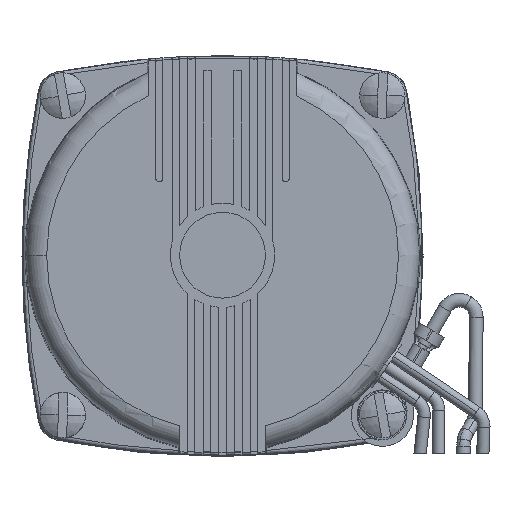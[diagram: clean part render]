
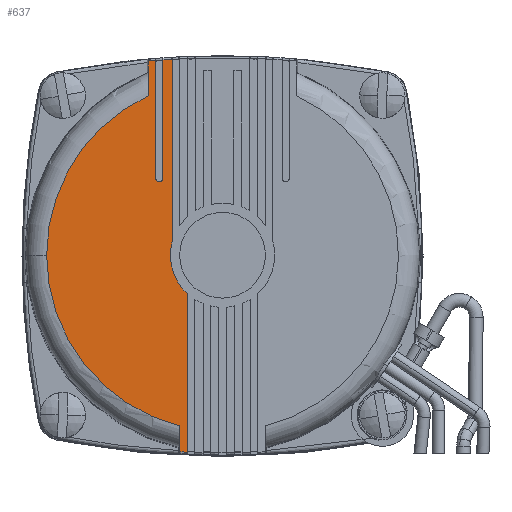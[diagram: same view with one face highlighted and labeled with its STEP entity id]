
A CAD part, top view. The second image highlights one B-rep face of the part: STEP entity #637.
In plain terms, the highlighted planar face has unit normal (0, 0, 1).
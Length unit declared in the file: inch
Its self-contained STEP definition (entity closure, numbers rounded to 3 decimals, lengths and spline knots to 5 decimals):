
#59 = ORIENTED_EDGE ( 'NONE', *, *, #9184, .F. ) ;
#109 = DIRECTION ( 'NONE',  ( -1., 0., 0. ) ) ;
#353 = EDGE_CURVE ( 'NONE', #11743, #11072, #7613, .T. ) ;
#366 = CARTESIAN_POINT ( 'NONE',  ( -0.354, 0.4595, 2.554 ) ) ;
#549 = CARTESIAN_POINT ( 'NONE',  ( -0.25319, -1.01474, 2.554 ) ) ;
#551 = DIRECTION ( 'NONE',  ( 1., 0., 0. ) ) ;
#595 = CARTESIAN_POINT ( 'NONE',  ( -0.44119, 1.1555, 2.554 ) ) ;
#637 = ADVANCED_FACE ( 'NONE', ( #10835 ), #16421, .F. ) ;
#844 = ORIENTED_EDGE ( 'NONE', *, *, #6573, .T. ) ;
#1117 = CARTESIAN_POINT ( 'NONE',  ( -1.04586, 0., 2.554 ) ) ;
#1784 = CARTESIAN_POINT ( 'NONE',  ( -0.354, 0., 2.554 ) ) ;
#2190 = LINE ( 'NONE', #9468, #6458 ) ;
#2586 = CARTESIAN_POINT ( 'NONE',  ( -0.2995, 0.08, 2.554 ) ) ;
#2682 = ORIENTED_EDGE ( 'NONE', *, *, #4573, .F. ) ;
#2808 = VERTEX_POINT ( 'NONE', #19746 ) ;
#3241 = VERTEX_POINT ( 'NONE', #549 ) ;
#3297 = VERTEX_POINT ( 'NONE', #14748 ) ;
#3567 = CARTESIAN_POINT ( 'NONE',  ( -0.398, 1.15915, 2.554 ) ) ;
#3584 = EDGE_CURVE ( 'NONE', #19976, #11072, #6701, .T. ) ;
#3800 = CARTESIAN_POINT ( 'NONE',  ( -0.398, 1.15915, 2.554 ) ) ;
#3896 = ORIENTED_EDGE ( 'NONE', *, *, #11291, .F. ) ;
#4005 = ORIENTED_EDGE ( 'NONE', *, *, #353, .F. ) ;
#4031 = DIRECTION ( 'NONE',  ( -1., 0., 0. ) ) ;
#4458 = B_SPLINE_CURVE_WITH_KNOTS ( 'NONE', 3,
 ( #3800, #14842, #11705, #595 ),
 .UNSPECIFIED., .F., .F.,
 ( 4, 4 ),
 ( 0.02133, 0.02243 ),
 .UNSPECIFIED. ) ;
#4573 = EDGE_CURVE ( 'NONE', #10565, #11743, #17792, .T. ) ;
#4788 = VERTEX_POINT ( 'NONE', #3567 ) ;
#5091 = VERTEX_POINT ( 'NONE', #17764 ) ;
#5139 = VECTOR ( 'NONE', #11792, 39.37008 ) ;
#5278 = CARTESIAN_POINT ( 'NONE',  ( -1.9075, 1.9075, 2.554 ) ) ;
#5499 = CIRCLE ( 'NONE', #7032, 1.04586 ) ;
#5505 = EDGE_CURVE ( 'NONE', #19976, #3241, #20346, .T. ) ;
#5847 = LINE ( 'NONE', #1784, #5139 ) ;
#6056 = EDGE_LOOP ( 'NONE', ( #16476, #4005, #2682, #59, #14640, #844, #17971, #3896, #16901, #13737, #17499, #7650, #10387 ) ) ;
#6458 = VECTOR ( 'NONE', #9244, 39.37008 ) ;
#6573 = EDGE_CURVE ( 'NONE', #3297, #14461, #5847, .T. ) ;
#6701 = B_SPLINE_CURVE_WITH_KNOTS ( 'NONE', 3,
 ( #7031, #6810, #15067, #8487 ),
 .UNSPECIFIED., .F., .F.,
 ( 4, 4 ),
 ( 0., 0.0011 ),
 .UNSPECIFIED. ) ;
#6810 = CARTESIAN_POINT ( 'NONE',  ( -0.2388, -1.16935, 2.554 ) ) ;
#6929 = DIRECTION ( 'NONE',  ( 1., 0., 0. ) ) ;
#7031 = CARTESIAN_POINT ( 'NONE',  ( -0.25319, -1.16862, 2.554 ) ) ;
#7032 = AXIS2_PLACEMENT_3D ( 'NONE', #19408, #19484, #19554 ) ;
#7373 = AXIS2_PLACEMENT_3D ( 'NONE', #19452, #9989, #551 ) ;
#7613 = LINE ( 'NONE', #15893, #8259 ) ;
#7624 = CARTESIAN_POINT ( 'NONE',  ( -0.44119, 1.9075, 2.554 ) ) ;
#7650 = ORIENTED_EDGE ( 'NONE', *, *, #12651, .T. ) ;
#7819 = VECTOR ( 'NONE', #18000, 39.37008 ) ;
#7917 = CARTESIAN_POINT ( 'NONE',  ( -0.398, 0.4595, 2.554 ) ) ;
#8259 = VECTOR ( 'NONE', #15701, 39.37008 ) ;
#8487 = CARTESIAN_POINT ( 'NONE',  ( -0.21, -1.17062, 2.554 ) ) ;
#9184 = EDGE_CURVE ( 'NONE', #11863, #10565, #13568, .T. ) ;
#9229 = DIRECTION ( 'NONE',  ( 0., 0., 1. ) ) ;
#9244 = DIRECTION ( 'NONE',  ( 0., -1., 0. ) ) ;
#9455 = DIRECTION ( 'NONE',  ( 0., 0., -1. ) ) ;
#9468 = CARTESIAN_POINT ( 'NONE',  ( -0.398, 0., 2.554 ) ) ;
#9587 = CARTESIAN_POINT ( 'NONE',  ( -0.21, -0.22804, 2.554 ) ) ;
#9989 = DIRECTION ( 'NONE',  ( 0., 0., -1. ) ) ;
#10263 = EDGE_CURVE ( 'NONE', #5091, #11805, #5499, .T. ) ;
#10387 = ORIENTED_EDGE ( 'NONE', *, *, #5505, .F. ) ;
#10565 = VERTEX_POINT ( 'NONE', #2586 ) ;
#10835 = FACE_OUTER_BOUND ( 'NONE', #6056, .T. ) ;
#11072 = VERTEX_POINT ( 'NONE', #15358 ) ;
#11099 = CIRCLE ( 'NONE', #7373, 0.022 ) ;
#11291 = EDGE_CURVE ( 'NONE', #4788, #19567, #2190, .T. ) ;
#11705 = CARTESIAN_POINT ( 'NONE',  ( -0.4268, 1.15678, 2.554 ) ) ;
#11743 = VERTEX_POINT ( 'NONE', #9587 ) ;
#11792 = DIRECTION ( 'NONE',  ( 0., -1., 0. ) ) ;
#11805 = VERTEX_POINT ( 'NONE', #1117 ) ;
#11863 = VERTEX_POINT ( 'NONE', #18620 ) ;
#12416 = LINE ( 'NONE', #7624, #16776 ) ;
#12631 = CARTESIAN_POINT ( 'NONE',  ( -0.25319, -1.16862, 2.554 ) ) ;
#12651 = EDGE_CURVE ( 'NONE', #11805, #3241, #19141, .T. ) ;
#12949 = EDGE_CURVE ( 'NONE', #5091, #2808, #12416, .T. ) ;
#13547 = CARTESIAN_POINT ( 'NONE',  ( 0., 0., 2.554 ) ) ;
#13568 = LINE ( 'NONE', #17348, #7819 ) ;
#13737 = ORIENTED_EDGE ( 'NONE', *, *, #12949, .F. ) ;
#14067 = CARTESIAN_POINT ( 'NONE',  ( 0., 0., 2.554 ) ) ;
#14461 = VERTEX_POINT ( 'NONE', #366 ) ;
#14640 = ORIENTED_EDGE ( 'NONE', *, *, #16163, .T. ) ;
#14748 = CARTESIAN_POINT ( 'NONE',  ( -0.354, 1.16247, 2.554 ) ) ;
#14842 = CARTESIAN_POINT ( 'NONE',  ( -0.4124, 1.158, 2.554 ) ) ;
#14983 = B_SPLINE_CURVE_WITH_KNOTS ( 'NONE', 3,
 ( #17832, #19201, #16896, #16709 ),
 .UNSPECIFIED., .F., .F.,
 ( 4, 4 ),
 ( 0.01883, 0.02021 ),
 .UNSPECIFIED. ) ;
#15067 = CARTESIAN_POINT ( 'NONE',  ( -0.2244, -1.17002, 2.554 ) ) ;
#15358 = CARTESIAN_POINT ( 'NONE',  ( -0.21, -1.17062, 2.554 ) ) ;
#15701 = DIRECTION ( 'NONE',  ( 0., -1., 0. ) ) ;
#15893 = CARTESIAN_POINT ( 'NONE',  ( -0.21, -0.22804, 2.554 ) ) ;
#16163 = EDGE_CURVE ( 'NONE', #11863, #3297, #14983, .T. ) ;
#16421 = PLANE ( 'NONE',  #19849 ) ;
#16476 = ORIENTED_EDGE ( 'NONE', *, *, #3584, .T. ) ;
#16587 = CARTESIAN_POINT ( 'NONE',  ( -0.25319, 1.9075, 2.554 ) ) ;
#16709 = CARTESIAN_POINT ( 'NONE',  ( -0.354, 1.16247, 2.554 ) ) ;
#16765 = DIRECTION ( 'NONE',  ( 0., 1., 0. ) ) ;
#16776 = VECTOR ( 'NONE', #16765, 39.37008 ) ;
#16896 = CARTESIAN_POINT ( 'NONE',  ( -0.33584, 1.16376, 2.554 ) ) ;
#16901 = ORIENTED_EDGE ( 'NONE', *, *, #19361, .T. ) ;
#16943 = DIRECTION ( 'NONE',  ( 0., 0., 1. ) ) ;
#17348 = CARTESIAN_POINT ( 'NONE',  ( -0.2995, 0., 2.554 ) ) ;
#17499 = ORIENTED_EDGE ( 'NONE', *, *, #10263, .T. ) ;
#17703 = AXIS2_PLACEMENT_3D ( 'NONE', #13547, #16943, #109 ) ;
#17764 = CARTESIAN_POINT ( 'NONE',  ( -0.44119, 0.94824, 2.554 ) ) ;
#17792 = CIRCLE ( 'NONE', #18643, 0.31 ) ;
#17832 = CARTESIAN_POINT ( 'NONE',  ( -0.2995, 1.16605, 2.554 ) ) ;
#17971 = ORIENTED_EDGE ( 'NONE', *, *, #18177, .T. ) ;
#18000 = DIRECTION ( 'NONE',  ( 0., -1., 0. ) ) ;
#18177 = EDGE_CURVE ( 'NONE', #14461, #19567, #11099, .T. ) ;
#18620 = CARTESIAN_POINT ( 'NONE',  ( -0.2995, 1.16605, 2.554 ) ) ;
#18643 = AXIS2_PLACEMENT_3D ( 'NONE', #14067, #9229, #6929 ) ;
#19141 = CIRCLE ( 'NONE', #17703, 1.04586 ) ;
#19201 = CARTESIAN_POINT ( 'NONE',  ( -0.31767, 1.16495, 2.554 ) ) ;
#19361 = EDGE_CURVE ( 'NONE', #4788, #2808, #4458, .T. ) ;
#19408 = CARTESIAN_POINT ( 'NONE',  ( 0., 0., 2.554 ) ) ;
#19452 = CARTESIAN_POINT ( 'NONE',  ( -0.376, 0.4595, 2.554 ) ) ;
#19484 = DIRECTION ( 'NONE',  ( 0., 0., 1. ) ) ;
#19554 = DIRECTION ( 'NONE',  ( -1., 0., 0. ) ) ;
#19567 = VERTEX_POINT ( 'NONE', #7917 ) ;
#19746 = CARTESIAN_POINT ( 'NONE',  ( -0.44119, 1.1555, 2.554 ) ) ;
#19849 = AXIS2_PLACEMENT_3D ( 'NONE', #5278, #9455, #4031 ) ;
#19976 = VERTEX_POINT ( 'NONE', #12631 ) ;
#20346 = LINE ( 'NONE', #16587, #20446 ) ;
#20446 = VECTOR ( 'NONE', #20452, 39.37008 ) ;
#20452 = DIRECTION ( 'NONE',  ( 0., 1., 0. ) ) ;
